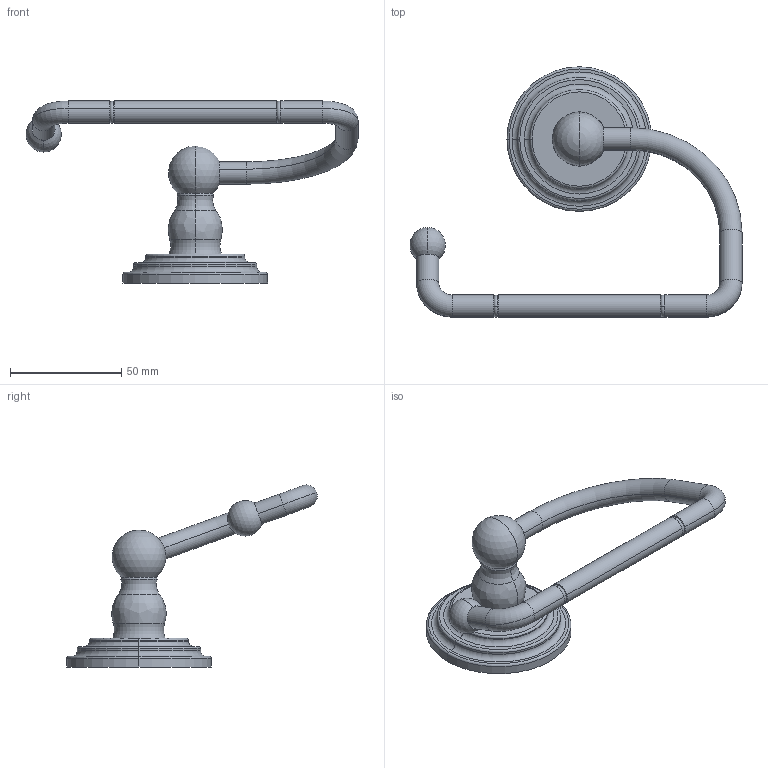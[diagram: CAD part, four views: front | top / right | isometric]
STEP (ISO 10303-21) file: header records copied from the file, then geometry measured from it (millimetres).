
FILE_DESCRIPTION((''),'2;1');
FILE_NAME('1109','2021-09-03T10:14:59',('rsmith'),(''),'CREO PARAMETRIC BY PTC INC, 2018400','CREO PARAMETRIC BY PTC INC, 2018400','');
FILE_SCHEMA(('AUTOMOTIVE_DESIGN { 1 0 10303 214 1 1 1 1 }'));
Length unit declared in the file: inch
Products named in the file (1): 1109
Bounding box: 149.23 x 112.7 x 81.82 mm (x, y, z)
Volume: 72467.2 mm3; surface area: 21294.3 mm2
Topology: 1 solids, 1 shells, 68 faces, 156 edges, 92 vertices
Faces by surface type: torus 32, cylinder 21, plane 7, sphere 4, bspline 2, cone 2
Entity records: 3247 total; most frequent: DIRECTION 409, CARTESIAN_POINT 407, ORIENTED_EDGE 304, PRESENTATION_STYLE_ASSIGNMENT 217, AXIS2_PLACEMENT_3D 192, STYLED_ITEM 153, CURVE_STYLE 152, EDGE_CURVE 152
